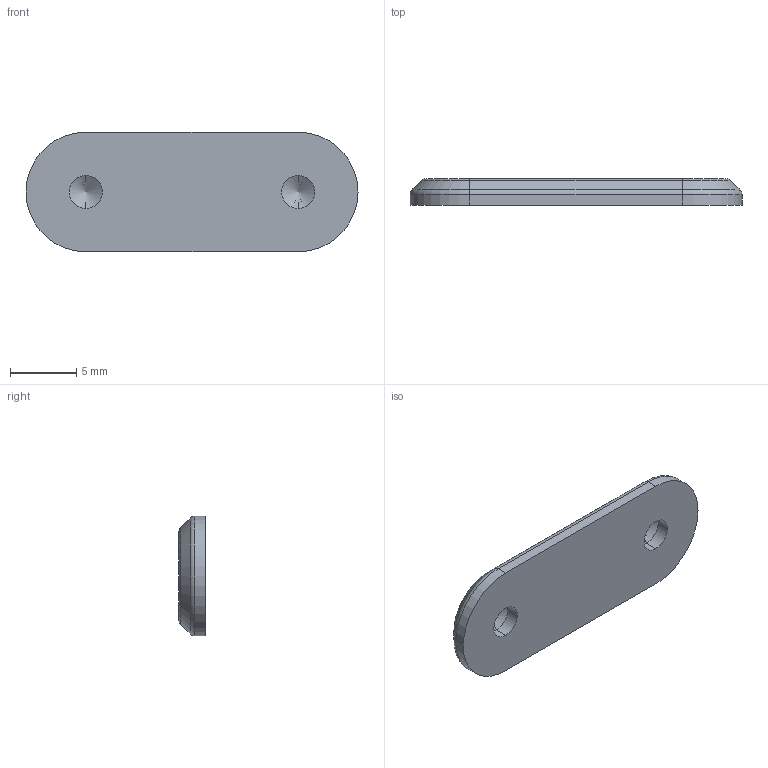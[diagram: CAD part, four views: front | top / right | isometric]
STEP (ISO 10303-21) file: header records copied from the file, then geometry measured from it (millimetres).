
FILE_DESCRIPTION (( 'STEP AP214' ), '1' );
FILE_NAME ('homing_block.STEP', '2019-11-24T04:32:03', ( '' ), ( '' ), 'SwSTEP 2.0', 'SolidWorks 2015', '' );
FILE_SCHEMA (( 'AUTOMOTIVE_DESIGN' ));
Length unit declared in the file: millimetre
Products named in the file (1): homing_block
Bounding box: 25 x 2 x 9 mm (x, y, z)
Volume: 373.3 mm3; surface area: 514 mm2
Topology: 1 solids, 1 shells, 26 faces, 56 edges, 30 vertices
Faces by surface type: cylinder 10, cone 6, plane 6, torus 4
Entity records: 704 total; most frequent: DIRECTION 132, CARTESIAN_POINT 109, ORIENTED_EDGE 104, AXIS2_PLACEMENT_3D 53, EDGE_CURVE 52, VERTEX_POINT 30, EDGE_LOOP 28, FACE_OUTER_BOUND 26
